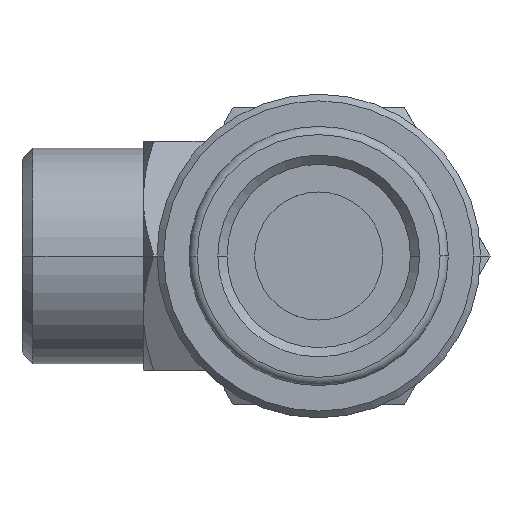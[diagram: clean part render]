
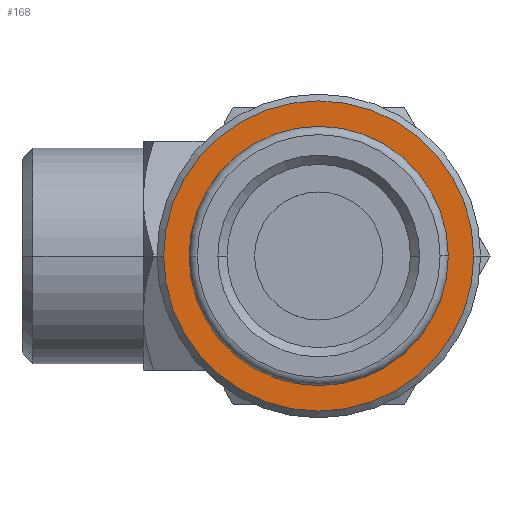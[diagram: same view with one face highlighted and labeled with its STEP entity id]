
A CAD part, front view. The second image highlights one B-rep face of the part: STEP entity #168.
In plain terms, the highlighted planar face has unit normal (0, -1, 0).
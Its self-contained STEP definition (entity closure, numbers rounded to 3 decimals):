
#168=ADVANCED_FACE('',(#391,#392),#393,.T.);
#391=FACE_BOUND('',#668,.T.);
#392=FACE_OUTER_BOUND('',#669,.T.);
#393=PLANE('',#670);
#668=EDGE_LOOP('',(#1089,#1090));
#669=EDGE_LOOP('',(#1091,#1092));
#670=AXIS2_PLACEMENT_3D('',#1093,#1094,#1095);
#1089=ORIENTED_EDGE('',*,*,#1673,.T.);
#1090=ORIENTED_EDGE('',*,*,#1739,.T.);
#1091=ORIENTED_EDGE('',*,*,#1740,.F.);
#1092=ORIENTED_EDGE('',*,*,#1711,.F.);
#1093=CARTESIAN_POINT('',(5.75,3.6,0.0));
#1094=DIRECTION('',(0.,-1.0,0.0));
#1095=DIRECTION('',(-1.0,0.,0.0));
#1673=EDGE_CURVE('',#2009,#2007,#2010,.T.);
#1711=EDGE_CURVE('',#2066,#2061,#2068,.T.);
#1739=EDGE_CURVE('',#2007,#2009,#2109,.T.);
#1740=EDGE_CURVE('',#2061,#2066,#2110,.T.);
#2007=VERTEX_POINT('',#2583);
#2009=VERTEX_POINT('',#2586);
#2010=CIRCLE('',#2587,9.0);
#2061=VERTEX_POINT('',#2714);
#2066=VERTEX_POINT('',#2720);
#2068=CIRCLE('',#2723,11.5);
#2109=CIRCLE('',#2795,9.0);
#2110=CIRCLE('',#2796,11.5);
#2583=CARTESIAN_POINT('',(9.0,3.6,0.));
#2586=CARTESIAN_POINT('',(-9.0,3.6,0.));
#2587=AXIS2_PLACEMENT_3D('',#3340,#3341,#3342);
#2714=CARTESIAN_POINT('',(11.5,3.6,0.0));
#2720=CARTESIAN_POINT('',(-11.5,3.6,0.));
#2723=AXIS2_PLACEMENT_3D('',#3385,#3386,#3387);
#2795=AXIS2_PLACEMENT_3D('',#3424,#3425,#3426);
#2796=AXIS2_PLACEMENT_3D('',#3427,#3428,#3429);
#3340=CARTESIAN_POINT('',(0.0,3.6,0.0));
#3341=DIRECTION('',(0.,1.0,0.0));
#3342=DIRECTION('',(1.0,0.,0.0));
#3385=CARTESIAN_POINT('',(0.0,3.6,0.0));
#3386=DIRECTION('',(-0.0,1.0,0.0));
#3387=DIRECTION('',(1.0,0.0,0.0));
#3424=CARTESIAN_POINT('',(0.0,3.6,0.0));
#3425=DIRECTION('',(0.,1.0,0.0));
#3426=DIRECTION('',(1.0,0.,0.0));
#3427=CARTESIAN_POINT('',(0.0,3.6,0.0));
#3428=DIRECTION('',(-0.0,1.0,0.0));
#3429=DIRECTION('',(1.0,0.0,0.0));
